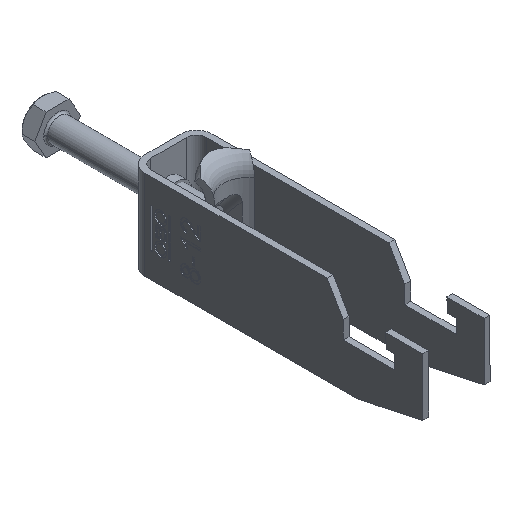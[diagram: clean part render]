
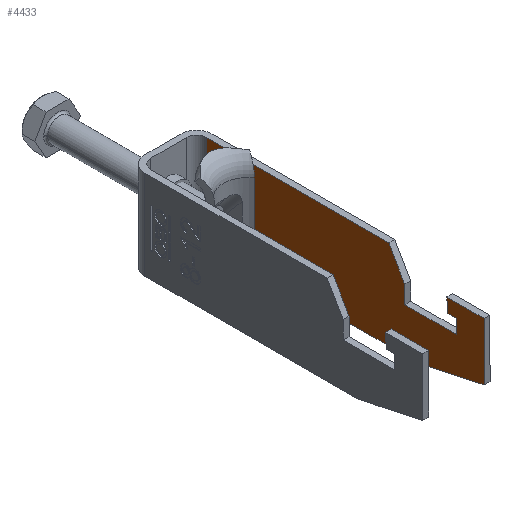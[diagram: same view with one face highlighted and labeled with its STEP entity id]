
A CAD part, isometric view. The second image highlights one B-rep face of the part: STEP entity #4433.
In plain terms, the highlighted planar face has unit normal (-1, 0, 0).
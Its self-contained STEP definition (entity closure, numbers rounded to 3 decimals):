
#155 = VECTOR ( 'NONE', #9624, 1000. ) ;
#167 = EDGE_CURVE ( 'NONE', #9019, #4551, #8418, .T. ) ;
#357 = CARTESIAN_POINT ( 'NONE',  ( 7., -74., -7.773 ) ) ;
#393 = VECTOR ( 'NONE', #8346, 1000. ) ;
#546 = VECTOR ( 'NONE', #8543, 1000. ) ;
#622 = VECTOR ( 'NONE', #3007, 1000. ) ;
#669 = CARTESIAN_POINT ( 'NONE',  ( 7., -64.906, 3.25 ) ) ;
#822 = CARTESIAN_POINT ( 'NONE',  ( 7., -54., -0.25 ) ) ;
#919 = PLANE ( 'NONE',  #8494 ) ;
#1047 = ORIENTED_EDGE ( 'NONE', *, *, #4724, .T. ) ;
#1114 = VERTEX_POINT ( 'NONE', #5408 ) ;
#1501 = LINE ( 'NONE', #9088, #622 ) ;
#1614 = CARTESIAN_POINT ( 'NONE',  ( 7., -74., -11.25 ) ) ;
#1940 = VECTOR ( 'NONE', #4295, 1000. ) ;
#2165 = VERTEX_POINT ( 'NONE', #5370 ) ;
#2171 = ORIENTED_EDGE ( 'NONE', *, *, #4857, .T. ) ;
#2253 = LINE ( 'NONE', #5223, #4606 ) ;
#2470 = DIRECTION ( 'NONE',  ( 0., 1., 0. ) ) ;
#2475 = DIRECTION ( 'NONE',  ( 0., 1., 0. ) ) ;
#2583 = ORIENTED_EDGE ( 'NONE', *, *, #8671, .T. ) ;
#2690 = EDGE_CURVE ( 'NONE', #5458, #6442, #8499, .T. ) ;
#2801 = EDGE_CURVE ( 'NONE', #4551, #6024, #6064, .T. ) ;
#3007 = DIRECTION ( 'NONE',  ( 0., -1., 0. ) ) ;
#3042 = CARTESIAN_POINT ( 'NONE',  ( 7., -114., 6.75 ) ) ;
#3149 = EDGE_LOOP ( 'NONE', ( #6555, #3914, #7536, #3601, #2171, #2583, #3862, #1047, #6802, #7585, #9403, #6501 ) ) ;
#3227 = CARTESIAN_POINT ( 'NONE',  ( 7., -114., -11.25 ) ) ;
#3278 = EDGE_CURVE ( 'NONE', #8835, #3527, #6521, .T. ) ;
#3527 = VERTEX_POINT ( 'NONE', #8383 ) ;
#3601 = ORIENTED_EDGE ( 'NONE', *, *, #2801, .T. ) ;
#3607 = EDGE_CURVE ( 'NONE', #1114, #4422, #6948, .T. ) ;
#3841 = DIRECTION ( 'NONE',  ( 0., 0.5, 0.866 ) ) ;
#3862 = ORIENTED_EDGE ( 'NONE', *, *, #3278, .T. ) ;
#3914 = ORIENTED_EDGE ( 'NONE', *, *, #5477, .T. ) ;
#3960 = CARTESIAN_POINT ( 'NONE',  ( 7., -114., -11.25 ) ) ;
#4295 = DIRECTION ( 'NONE',  ( 0., 1., 0. ) ) ;
#4422 = VERTEX_POINT ( 'NONE', #7142 ) ;
#4424 = CARTESIAN_POINT ( 'NONE',  ( 7., -67., 3.25 ) ) ;
#4433 = ADVANCED_FACE ( 'NONE', ( #6988 ), #919, .T. ) ;
#4504 = VECTOR ( 'NONE', #7709, 1000. ) ;
#4551 = VERTEX_POINT ( 'NONE', #9782 ) ;
#4606 = VECTOR ( 'NONE', #3841, 1000. ) ;
#4724 = EDGE_CURVE ( 'NONE', #3527, #4787, #6436, .T. ) ;
#4787 = VERTEX_POINT ( 'NONE', #822 ) ;
#4857 = EDGE_CURVE ( 'NONE', #6024, #7615, #5300, .T. ) ;
#5014 = LINE ( 'NONE', #6417, #6419 ) ;
#5121 = CARTESIAN_POINT ( 'NONE',  ( 7., -64.6, 6.75 ) ) ;
#5223 = CARTESIAN_POINT ( 'NONE',  ( 7., -75.712, -33.356 ) ) ;
#5300 = LINE ( 'NONE', #8477, #155 ) ;
#5370 = CARTESIAN_POINT ( 'NONE',  ( 7., -54., 4.25 ) ) ;
#5388 = DIRECTION ( 'NONE',  ( 0., -0.978, 0.208 ) ) ;
#5403 = CARTESIAN_POINT ( 'NONE',  ( 7., -54., -11.25 ) ) ;
#5408 = CARTESIAN_POINT ( 'NONE',  ( 7., -57.642, -11.25 ) ) ;
#5458 = VERTEX_POINT ( 'NONE', #6210 ) ;
#5477 = EDGE_CURVE ( 'NONE', #1114, #9019, #6108, .T. ) ;
#5657 = DIRECTION ( 'NONE',  ( 0., 0., -1. ) ) ;
#6024 = VERTEX_POINT ( 'NONE', #5121 ) ;
#6064 = LINE ( 'NONE', #3042, #393 ) ;
#6108 = LINE ( 'NONE', #7507, #7182 ) ;
#6172 = LINE ( 'NONE', #5403, #4504 ) ;
#6210 = CARTESIAN_POINT ( 'NONE',  ( 7., -49.959, 11.25 ) ) ;
#6417 = CARTESIAN_POINT ( 'NONE',  ( 7., -4., -11.25 ) ) ;
#6419 = VECTOR ( 'NONE', #7312, 1000. ) ;
#6420 = CARTESIAN_POINT ( 'NONE',  ( 7., -67., -11.25 ) ) ;
#6436 = LINE ( 'NONE', #9432, #1940 ) ;
#6442 = VERTEX_POINT ( 'NONE', #8617 ) ;
#6501 = ORIENTED_EDGE ( 'NONE', *, *, #7235, .F. ) ;
#6521 = LINE ( 'NONE', #6420, #8674 ) ;
#6555 = ORIENTED_EDGE ( 'NONE', *, *, #3607, .F. ) ;
#6619 = VECTOR ( 'NONE', #7687, 1000. ) ;
#6802 = ORIENTED_EDGE ( 'NONE', *, *, #8035, .T. ) ;
#6938 = VECTOR ( 'NONE', #2475, 1000. ) ;
#6948 = LINE ( 'NONE', #3227, #6938 ) ;
#6988 = FACE_OUTER_BOUND ( 'NONE', #3149, .T. ) ;
#7124 = CARTESIAN_POINT ( 'NONE',  ( 7., -114., 11.25 ) ) ;
#7142 = CARTESIAN_POINT ( 'NONE',  ( 7., -4., -11.25 ) ) ;
#7182 = VECTOR ( 'NONE', #5388, 1000. ) ;
#7235 = EDGE_CURVE ( 'NONE', #4422, #6442, #5014, .T. ) ;
#7312 = DIRECTION ( 'NONE',  ( 0., 0., 1. ) ) ;
#7507 = CARTESIAN_POINT ( 'NONE',  ( 7., -111.564, 0.211 ) ) ;
#7536 = ORIENTED_EDGE ( 'NONE', *, *, #167, .T. ) ;
#7585 = ORIENTED_EDGE ( 'NONE', *, *, #8625, .T. ) ;
#7615 = VERTEX_POINT ( 'NONE', #669 ) ;
#7687 = DIRECTION ( 'NONE',  ( 0., 0., 1. ) ) ;
#7709 = DIRECTION ( 'NONE',  ( 0., 0., 1. ) ) ;
#8035 = EDGE_CURVE ( 'NONE', #4787, #2165, #6172, .T. ) ;
#8346 = DIRECTION ( 'NONE',  ( 0., 1., 0. ) ) ;
#8383 = CARTESIAN_POINT ( 'NONE',  ( 7., -67., -0.25 ) ) ;
#8418 = LINE ( 'NONE', #1614, #6619 ) ;
#8477 = CARTESIAN_POINT ( 'NONE',  ( 7., -66.538, -15.402 ) ) ;
#8494 = AXIS2_PLACEMENT_3D ( 'NONE', #3960, #9250, #2470 ) ;
#8499 = LINE ( 'NONE', #7124, #546 ) ;
#8543 = DIRECTION ( 'NONE',  ( 0., 1., 0. ) ) ;
#8617 = CARTESIAN_POINT ( 'NONE',  ( 7., -4., 11.25 ) ) ;
#8625 = EDGE_CURVE ( 'NONE', #2165, #5458, #2253, .T. ) ;
#8671 = EDGE_CURVE ( 'NONE', #7615, #8835, #1501, .T. ) ;
#8674 = VECTOR ( 'NONE', #5657, 1000. ) ;
#8835 = VERTEX_POINT ( 'NONE', #4424 ) ;
#9019 = VERTEX_POINT ( 'NONE', #357 ) ;
#9088 = CARTESIAN_POINT ( 'NONE',  ( 7., -114., 3.25 ) ) ;
#9250 = DIRECTION ( 'NONE',  ( -1., 0., 0. ) ) ;
#9403 = ORIENTED_EDGE ( 'NONE', *, *, #2690, .T. ) ;
#9432 = CARTESIAN_POINT ( 'NONE',  ( 7., -114., -0.25 ) ) ;
#9624 = DIRECTION ( 'NONE',  ( 0., -0.087, -0.996 ) ) ;
#9782 = CARTESIAN_POINT ( 'NONE',  ( 7., -74., 6.75 ) ) ;
